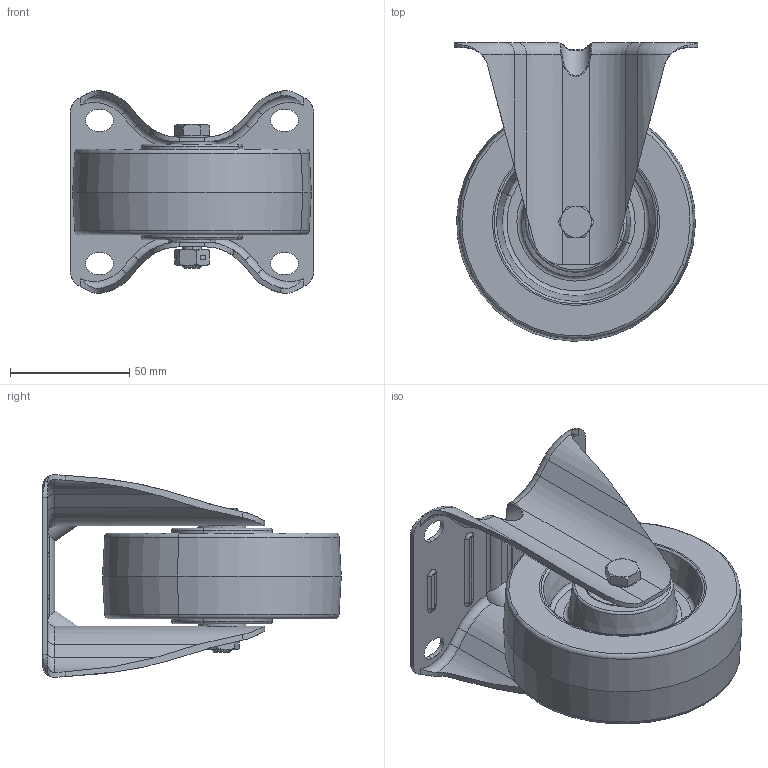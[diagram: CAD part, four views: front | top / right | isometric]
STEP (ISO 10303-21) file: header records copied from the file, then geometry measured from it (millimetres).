
FILE_DESCRIPTION (( 'STEP AP214' ), '1' );
FILE_NAME ('0049121.step', '2021-01-07T14:14:01', ( '' ), ( '' ), 'SwSTEP 2.0', 'SolidWorks 2018', '' );
FILE_SCHEMA (( 'AUTOMOTIVE_DESIGN' ));
Length unit declared in the file: millimetre
Products named in the file (1): 0049121
Bounding box: 102 x 124.98 x 84.93 mm (x, y, z)
Volume: 262126.7 mm3; surface area: 109031 mm2
Topology: 18 solids, 18 shells, 456 faces, 1054 edges, 650 vertices
Faces by surface type: cylinder 166, plane 126, torus 102, cone 36, bspline 26
Entity records: 19733 total; most frequent: CARTESIAN_POINT 4207, DIRECTION 2234, ORIENTED_EDGE 2108, EDGE_CURVE 1054, AXIS2_PLACEMENT_3D 949, VERTEX_POINT 650, CIRCLE 518, EDGE_LOOP 516
